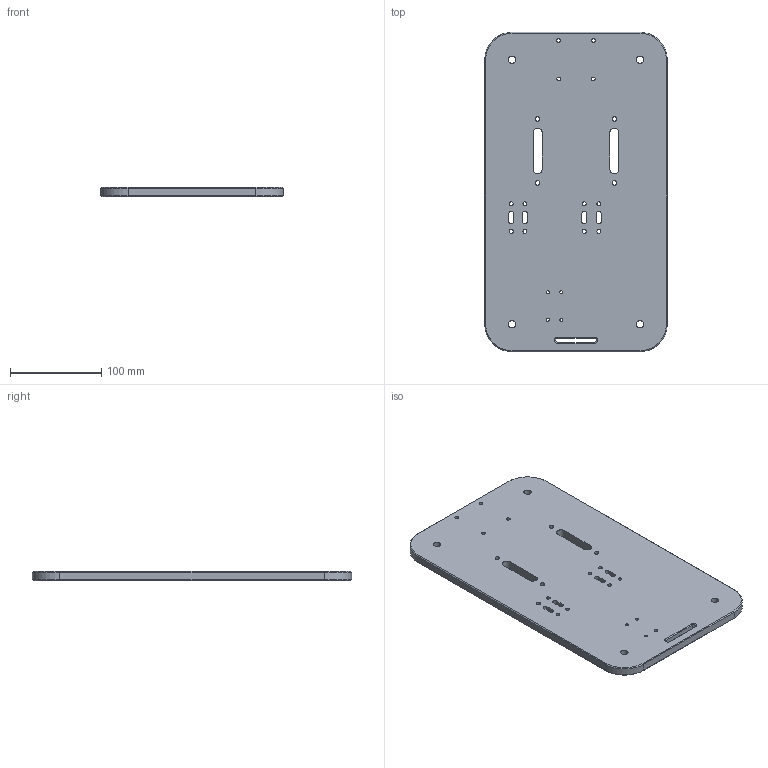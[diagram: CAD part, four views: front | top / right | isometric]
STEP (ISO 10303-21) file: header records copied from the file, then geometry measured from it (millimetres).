
FILE_DESCRIPTION(/* description */ ('STEP AP242','CAx-IF Rec.Pracs.---Representation and Presentation of Product Manufacturing Information (PMI)---4.0---2014-10-13','CAx-IF Rec.Pracs.---3D Tessellated Geometry---0.4---2014-09-14','2;1'),/* implementation_level */ '2;1');
FILE_NAME(/* name */ 'Assembly 1 - Baseplate',/* time_stamp */ '2025-02-09T17:05:56Z',/* author */ (''),/* organization */ (''),/* preprocessor_version */ 'ST-DEVELOPER v20',/* originating_system */ 'ONSHAPE BY PTC INC, 1.193',/* authorisation */ ' ');
FILE_SCHEMA (('AP242_MANAGED_MODEL_BASED_3D_ENGINEERING_MIM_LF { 1 0 10303 442 1 1 4 }'));
Length unit declared in the file: metre
Products named in the file (1): Baseplate
Bounding box: 200 x 350 x 10 mm (x, y, z)
Volume: 670927.9 mm3; surface area: 152217.7 mm2
Topology: 1 solids, 1 shells, 94 faces, 248 edges, 160 vertices
Faces by surface type: cylinder 46, plane 36, cone 12
Full cylindrical faces by diameter (mm): 3.3 x4, 4 x4, 4.2 x8, 5 x4, 8 x4, 9.75 x4
Entity records: 2862 total; most frequent: DIRECTION 506, CARTESIAN_POINT 459, ORIENTED_EDGE 424, EDGE_CURVE 212, AXIS2_PLACEMENT_3D 199, EDGE_LOOP 188, FACE_BOUND 188, VERTEX_POINT 152
